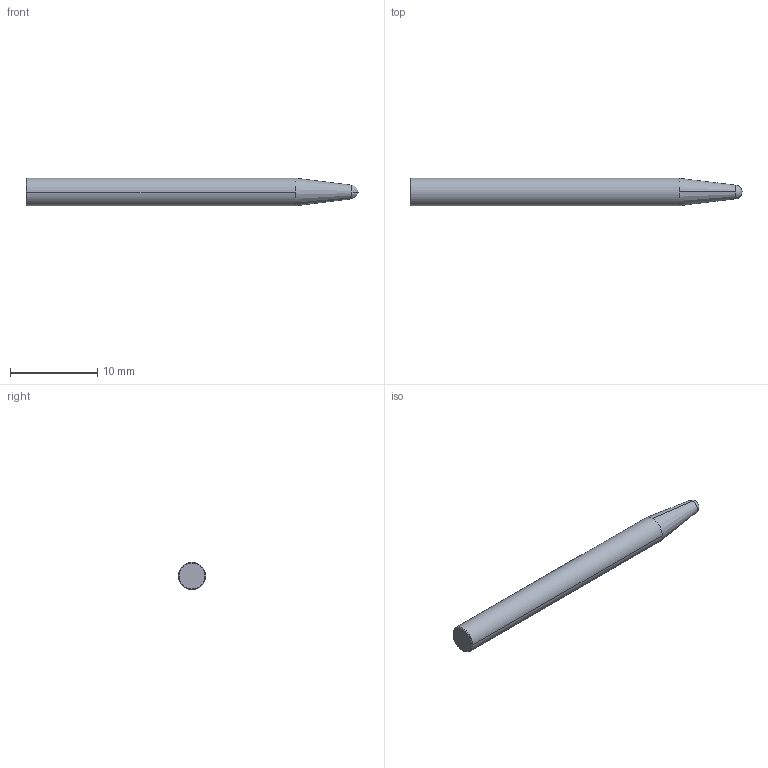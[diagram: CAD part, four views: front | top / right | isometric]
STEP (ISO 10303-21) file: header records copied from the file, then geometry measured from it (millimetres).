
FILE_DESCRIPTION (( 'STEP AP214' ), '1' );
FILE_NAME ('E599945066.STEP', '2023-12-08T06:48:22', ( 'USER' ), ( '' ), 'SwSTEP 2.0', 'SolidWorks 2014', '' );
FILE_SCHEMA (( 'AUTOMOTIVE_DESIGN' ));
Length unit declared in the file: millimetre
Products named in the file (1): E599945066
Bounding box: 38.1 x 3.17 x 3.17 mm (x, y, z)
Volume: 275.3 mm3; surface area: 383.7 mm2
Topology: 2 solids, 2 shells, 11 faces, 20 edges, 13 vertices
Faces by surface type: cone 4, plane 3, sphere 2, cylinder 2
Entity records: 378 total; most frequent: DIRECTION 58, CARTESIAN_POINT 45, ORIENTED_EDGE 40, AXIS2_PLACEMENT_3D 26, EDGE_CURVE 20, CIRCLE 14, VERTEX_POINT 13, ADVANCED_FACE 11
